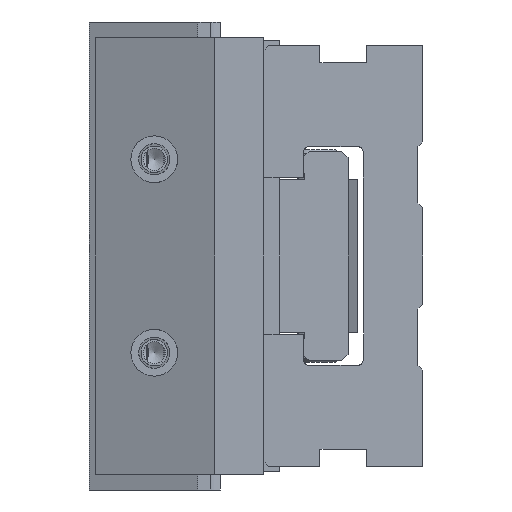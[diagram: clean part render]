
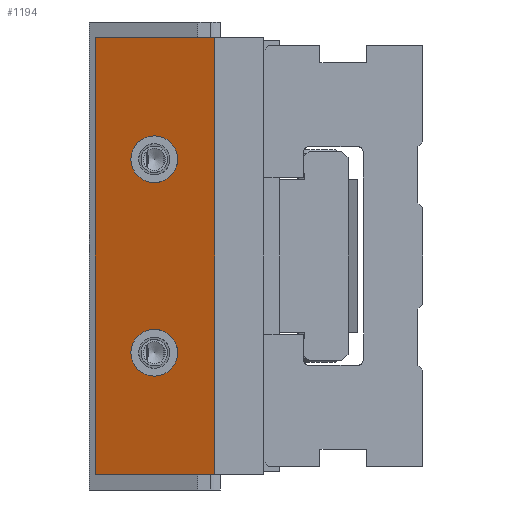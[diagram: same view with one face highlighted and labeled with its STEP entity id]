
A CAD part, left-side view. The second image highlights one B-rep face of the part: STEP entity #1194.
In plain terms, the highlighted planar face has unit normal (-0.924, 0.383, 0).
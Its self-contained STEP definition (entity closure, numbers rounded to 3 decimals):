
#579=FACE_BOUND('',#2307,.T.);
#580=FACE_BOUND('',#2308,.T.);
#581=FACE_BOUND('',#2309,.T.);
#933=ELLIPSE('',#7876,8.118,7.5);
#934=ELLIPSE('',#7882,8.118,7.5);
#1194=ADVANCED_FACE('',(#579,#580,#581),#1516,.F.);
#1516=PLANE('',#7884);
#2307=EDGE_LOOP('',(#3466,#3467,#3468,#3469));
#2308=EDGE_LOOP('',(#3470));
#2309=EDGE_LOOP('',(#3471));
#3466=ORIENTED_EDGE('',*,*,#5649,.F.);
#3467=ORIENTED_EDGE('',*,*,#5639,.F.);
#3468=ORIENTED_EDGE('',*,*,#5662,.F.);
#3469=ORIENTED_EDGE('',*,*,#5668,.F.);
#3470=ORIENTED_EDGE('',*,*,#5687,.T.);
#3471=ORIENTED_EDGE('',*,*,#5690,.F.);
#4834=VERTEX_POINT('',#11605);
#4835=VERTEX_POINT('',#11607);
#4844=VERTEX_POINT('',#11627);
#4853=VERTEX_POINT('',#11649);
#4868=VERTEX_POINT('',#11701);
#4871=VERTEX_POINT('',#11710);
#5639=EDGE_CURVE('',#4834,#4835,#6430,.T.);
#5649=EDGE_CURVE('',#4835,#4844,#6439,.T.);
#5662=EDGE_CURVE('',#4853,#4834,#6451,.T.);
#5668=EDGE_CURVE('',#4844,#4853,#6457,.T.);
#5687=EDGE_CURVE('',#4868,#4868,#933,.T.);
#5690=EDGE_CURVE('',#4871,#4871,#934,.T.);
#6430=LINE('',#11606,#7084);
#6439=LINE('',#11626,#7093);
#6451=LINE('',#11650,#7105);
#6457=LINE('',#11661,#7111);
#7084=VECTOR('',#9139,1.);
#7093=VECTOR('',#9152,1.);
#7105=VECTOR('',#9168,1.);
#7111=VECTOR('',#9178,1.);
#7876=AXIS2_PLACEMENT_3D('',#11700,#9225,#9226);
#7882=AXIS2_PLACEMENT_3D('',#11709,#9237,#9238);
#7884=AXIS2_PLACEMENT_3D('',#11712,#9241,#9242);
#9139=DIRECTION('',(0.,0.,1.));
#9152=DIRECTION('',(-0.383,-0.924,0.));
#9168=DIRECTION('',(0.383,0.924,0.));
#9178=DIRECTION('',(0.,0.,-1.));
#9225=DIRECTION('',(0.924,-0.383,0.));
#9226=DIRECTION('',(0.383,0.924,0.));
#9237=DIRECTION('',(-0.924,0.383,0.));
#9238=DIRECTION('',(0.383,0.924,0.));
#9241=DIRECTION('',(0.924,-0.383,0.));
#9242=DIRECTION('',(-0.383,-0.924,0.));
#11605=CARTESIAN_POINT('',(15.823,105.4,-137.5));
#11606=CARTESIAN_POINT('',(15.823,105.4,-67.5));
#11607=CARTESIAN_POINT('',(15.823,105.4,2.5));
#11626=CARTESIAN_POINT('',(8.439,87.573,2.5));
#11627=CARTESIAN_POINT('',(0.,67.2,2.5));
#11649=CARTESIAN_POINT('',(0.,67.2,-137.5));
#11650=CARTESIAN_POINT('',(8.439,87.573,-137.5));
#11661=CARTESIAN_POINT('',(0.,67.2,-67.5));
#11700=CARTESIAN_POINT('',(7.994,86.5,-36.5));
#11701=CARTESIAN_POINT('',(11.101,94.,-36.5));
#11709=CARTESIAN_POINT('',(7.994,86.5,-98.5));
#11710=CARTESIAN_POINT('',(11.101,94.,-98.5));
#11712=CARTESIAN_POINT('',(0.,67.2,-67.5));
